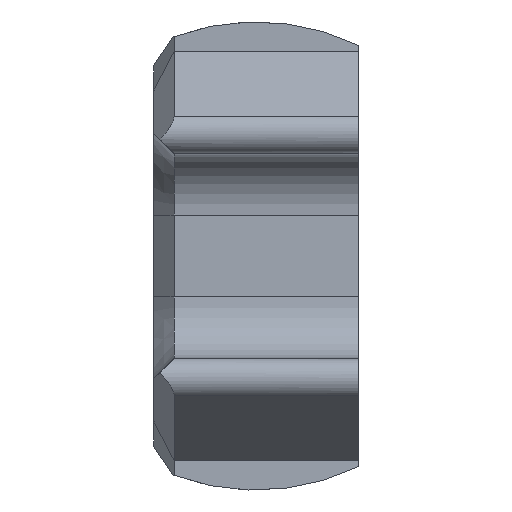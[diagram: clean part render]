
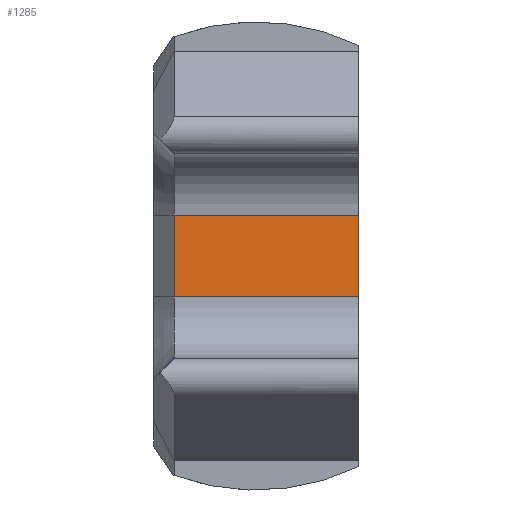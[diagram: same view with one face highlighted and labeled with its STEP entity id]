
A CAD part, left-side view. The second image highlights one B-rep face of the part: STEP entity #1285.
In plain terms, the highlighted planar face has unit normal (-1, 0, 0).
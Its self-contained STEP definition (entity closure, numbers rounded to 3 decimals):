
#109=FACE_OUTER_BOUND('',#179,.T.);
#179=EDGE_LOOP('',(#1108,#1109,#1110,#1111));
#236=LINE('',#1859,#380);
#338=LINE('',#2105,#482);
#356=LINE('',#2147,#500);
#357=LINE('',#2149,#501);
#380=VECTOR('',#1484,10.);
#482=VECTOR('',#1712,10.);
#500=VECTOR('',#1762,10.);
#501=VECTOR('',#1765,10.);
#530=VERTEX_POINT('',#1856);
#531=VERTEX_POINT('',#1858);
#609=VERTEX_POINT('',#2095);
#611=VERTEX_POINT('',#2101);
#652=EDGE_CURVE('',#530,#531,#236,.T.);
#777=EDGE_CURVE('',#609,#611,#338,.T.);
#799=EDGE_CURVE('',#530,#611,#356,.T.);
#800=EDGE_CURVE('',#531,#609,#357,.T.);
#1108=ORIENTED_EDGE('',*,*,#777,.F.);
#1109=ORIENTED_EDGE('',*,*,#800,.F.);
#1110=ORIENTED_EDGE('',*,*,#652,.F.);
#1111=ORIENTED_EDGE('',*,*,#799,.T.);
#1217=PLANE('',#1409);
#1285=ADVANCED_FACE('',(#109),#1217,.T.);
#1409=AXIS2_PLACEMENT_3D('',#2148,#1763,#1764);
#1484=DIRECTION('',(0.,0.,-1.));
#1712=DIRECTION('',(0.,0.,1.));
#1762=DIRECTION('',(0.,1.,0.));
#1763=DIRECTION('center_axis',(-1.,0.,0.));
#1764=DIRECTION('ref_axis',(0.,0.,
1.));
#1765=DIRECTION('',(0.,1.,0.));
#1856=CARTESIAN_POINT('',(27.684,-2.5,8.));
#1858=CARTESIAN_POINT('',(27.684,-2.5,6.));
#1859=CARTESIAN_POINT('',(27.684,-2.5,8.));
#2095=CARTESIAN_POINT('',(27.684,2.,6.));
#2101=CARTESIAN_POINT('',(27.684,2.,8.));
#2105=CARTESIAN_POINT('',(27.684,2.,4.5));
#2147=CARTESIAN_POINT('',(27.684,-2.5,8.));
#2148=CARTESIAN_POINT('Origin',(27.684,-2.5,6.));
#2149=CARTESIAN_POINT('',(27.684,-2.5,6.));
